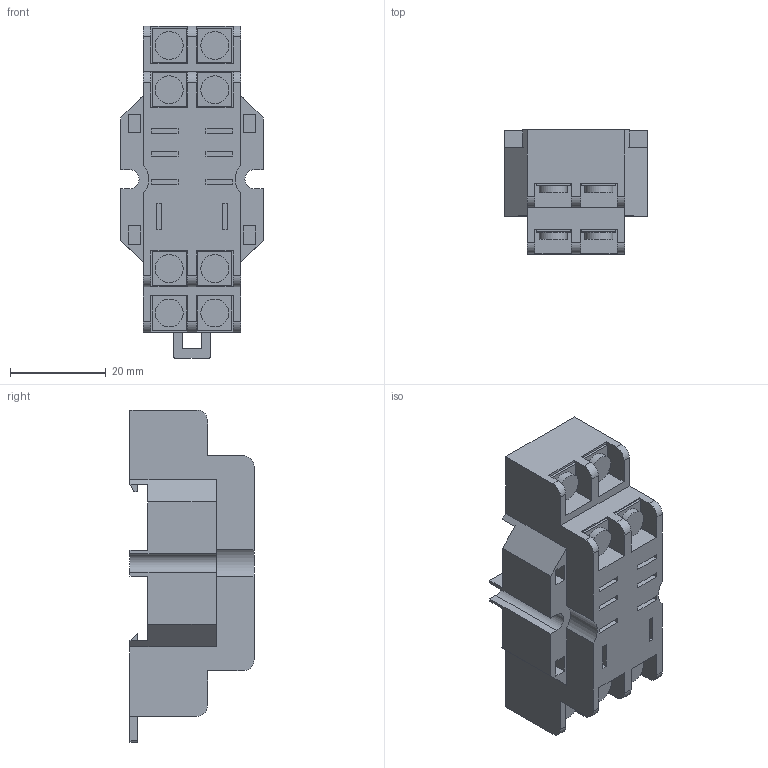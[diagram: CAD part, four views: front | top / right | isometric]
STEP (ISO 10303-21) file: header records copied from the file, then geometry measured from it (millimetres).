
FILE_DESCRIPTION(('starvars output'),'2;1');
FILE_NAME('cv20190909164655000025280.stp','16:46:55 2019/09/09',( 'Thomas Industrial Network Germany GmbH'),( 'Thomas Industrial Network Germany GmbH'),'unknown preprocess','ACIS' ,'unknown authorization');
FILE_SCHEMA(('AUTOMOTIVE_DESIGN_CC2 {UNKNOWN IMPLEMENTATION LEVEL}'));
Length unit declared in the file: millimetre
Products named in the file (1): PRODUCT_ID_1
Bounding box: 29.72 x 25.91 x 69.34 mm (x, y, z)
Volume: 29339.6 mm3; surface area: 9606.7 mm2
Topology: 1 solids, 1 shells, 226 faces, 587 edges, 390 vertices
Faces by surface type: plane 190, cylinder 36
Entity records: 8418 total; most frequent: ORIENTED_EDGE 1174, CARTESIAN_POINT 1136, DIRECTION 1004, EDGE_CURVE 587, VECTOR 488, LINE 488, VERTEX_POINT 390, AXIS2_PLACEMENT_3D 258
